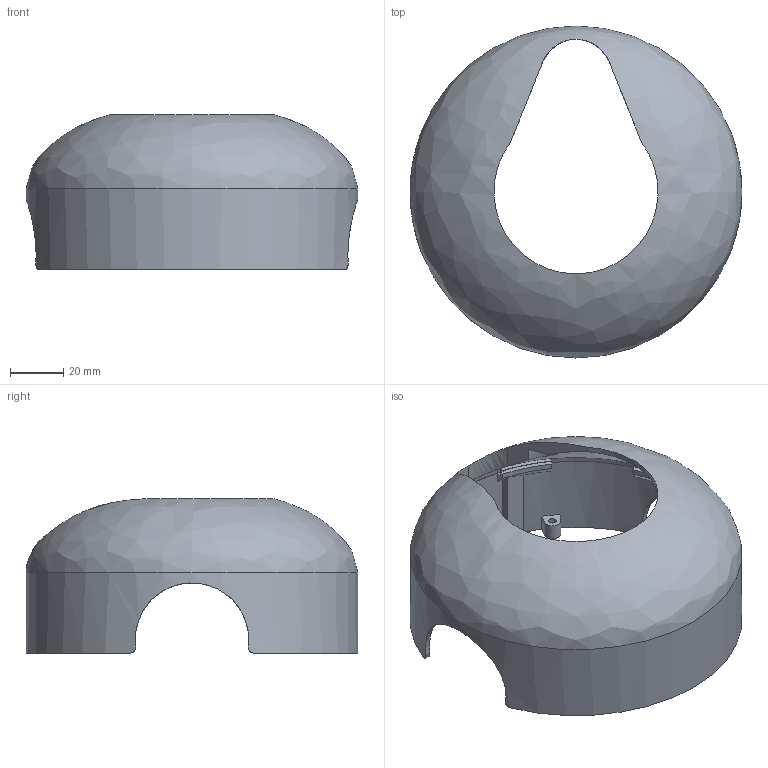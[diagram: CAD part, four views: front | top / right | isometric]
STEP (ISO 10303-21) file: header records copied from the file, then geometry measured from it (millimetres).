
FILE_DESCRIPTION(/* description */ (''),/* implementation_level */ '2;1');
FILE_NAME(/* name */ 'Mini v2 v6 enclosure.step',/* time_stamp */ '2025-09-29T14:24:02-05:00',/* author */ (''),/* organization */ (''),/* preprocessor_version */ 'ST-DEVELOPER v20.1',/* originating_system */ 'Autodesk Translation Framework v14.17.0.0',/* authorisation */ '');
FILE_SCHEMA (('AUTOMOTIVE_DESIGN { 1 0 10303 214 3 1 1 }'));
Length unit declared in the file: millimetre
Products named in the file (3): Mini v2; Enclosure; LD14P enclosure
Assembly tree (2 placements, depth 3):
  Mini v2
    Enclosure
      LD14P enclosure
Bounding box: 125 x 125 x 58.02 mm (x, y, z)
Volume: 81957.2 mm3; surface area: 50094.1 mm2
Topology: 2 solids, 2 shells, 163 faces, 448 edges, 287 vertices
Faces by surface type: plane 74, cylinder 37, cone 34, bspline 18
Full cylindrical faces by diameter (mm): 2.8 x4, 125 x1
Entity records: 6225 total; most frequent: CARTESIAN_POINT 2004, ORIENTED_EDGE 896, DIRECTION 860, EDGE_CURVE 448, AXIS2_PLACEMENT_3D 317, VERTEX_POINT 287, LINE 226, VECTOR 226
